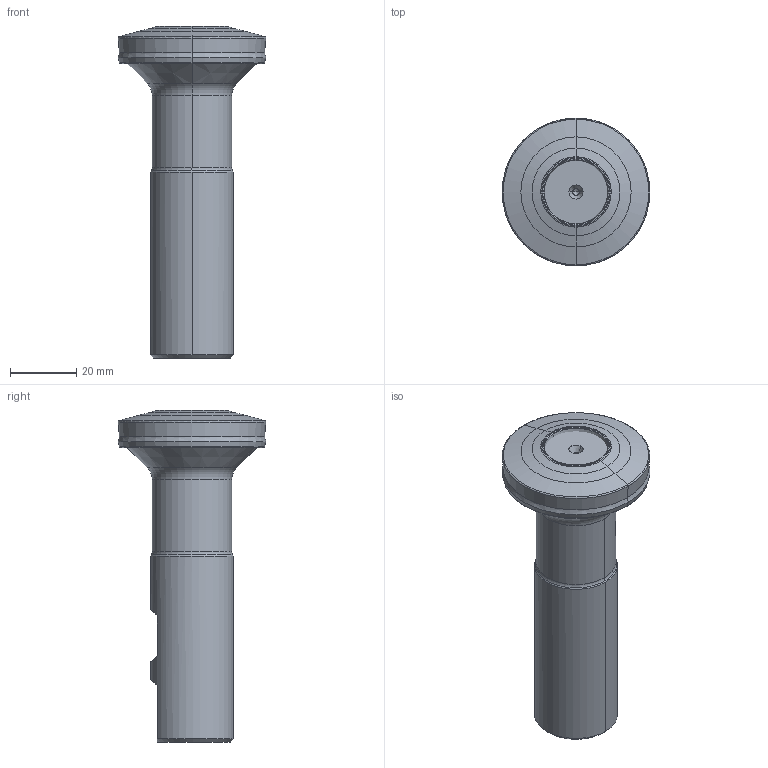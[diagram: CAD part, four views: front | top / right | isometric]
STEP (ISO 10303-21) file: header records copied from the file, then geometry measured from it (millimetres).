
FILE_DESCRIPTION((''),'2;1');
FILE_NAME('12P1C020044W5R01_ASM','2013-12-06T',('thielmann'),(''),'PRO/ENGINEER BY PARAMETRIC TECHNOLOGY CORPORATION, 2011490','PRO/ENGINEER BY PARAMETRIC TECHNOLOGY CORPORATION, 2011490','');
FILE_SCHEMA(('CONFIG_CONTROL_DESIGN'));
Length unit declared in the file: millimetre
Products named in the file (3): 12P1C020044W5R01_HSG; SCHNEIDE; 12P1C020044W5R01_ASM
Assembly tree (2 placements, depth 2):
  12P1C020044W5R01_ASM
    12P1C020044W5R01_HSG
    SCHNEIDE
Bounding box: 44.55 x 44.57 x 100 mm (x, y, z)
Volume: 65047.2 mm3; surface area: 15996.7 mm2
Topology: 2 solids, 2 shells, 90 faces, 188 edges, 98 vertices
Faces by surface type: revolution 44, cone 15, torus 14, cylinder 10, plane 7
Entity records: 5640 total; most frequent: CARTESIAN_POINT 3132, DIRECTION 377, ORIENTED_EDGE 368, PRESENTATION_STYLE_ASSIGNMENT 186, STYLED_ITEM 186, CURVE_STYLE 184, EDGE_CURVE 184, AXIS2_PLACEMENT_3D 150
